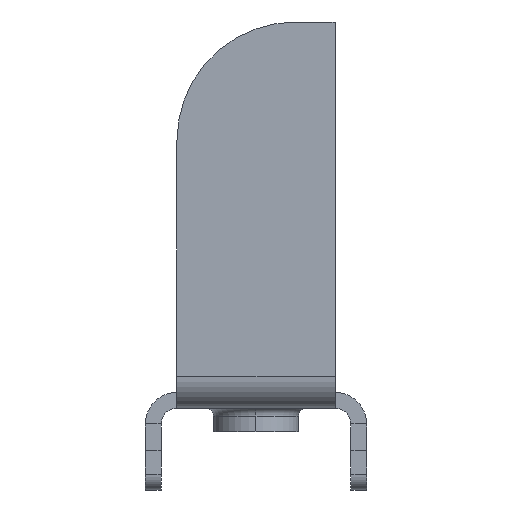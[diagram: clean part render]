
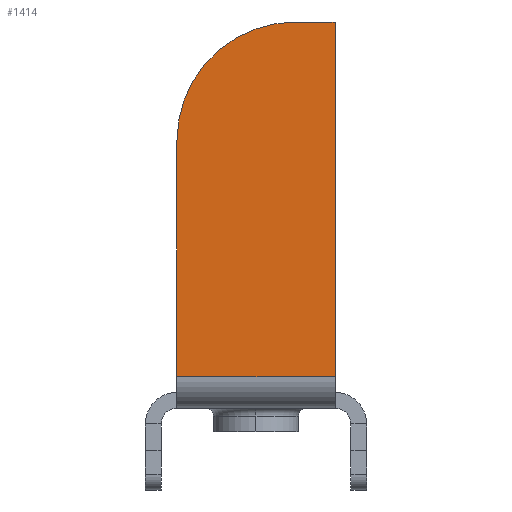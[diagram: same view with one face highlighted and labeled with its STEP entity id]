
A CAD part, left-side view. The second image highlights one B-rep face of the part: STEP entity #1414.
In plain terms, the highlighted planar face has unit normal (-1, 0, 0).
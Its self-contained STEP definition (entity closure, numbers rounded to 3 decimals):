
#175=DIRECTION('',(0.,0.,1.));
#176=VECTOR('',#175,29.858);
#177=CARTESIAN_POINT('',(-71.,10.,2.));
#178=LINE('',#177,#176);
#179=CARTESIAN_POINT('',(-71.,-5.,31.858));
#180=DIRECTION('',(1.,0.,0.));
#181=DIRECTION('',(0.,1.,0.));
#182=AXIS2_PLACEMENT_3D('',#179,#180,#181);
#184=DIRECTION('',(0.,-1.,0.));
#185=VECTOR('',#184,5.);
#186=CARTESIAN_POINT('',(-71.,-5.,46.858));
#187=LINE('',#186,#185);
#188=DIRECTION('',(0.,0.,-1.));
#189=VECTOR('',#188,44.858);
#190=CARTESIAN_POINT('',(-71.,-10.,46.858));
#191=LINE('',#190,#189);
#192=DIRECTION('',(0.,1.,0.));
#193=VECTOR('',#192,20.);
#194=CARTESIAN_POINT('',(-71.,-10.,2.));
#195=LINE('',#194,#193);
#1021=CARTESIAN_POINT('',(-71.,10.,31.858));
#1023=VERTEX_POINT('',#1021);
#1052=CARTESIAN_POINT('',(-71.,-5.,46.858));
#1053=VERTEX_POINT('',#1052);
#1054=CARTESIAN_POINT('',(-71.,-10.,46.858));
#1055=VERTEX_POINT('',#1054);
#1106=CARTESIAN_POINT('',(-71.,10.,2.));
#1107=VERTEX_POINT('',#1106);
#1110=CARTESIAN_POINT('',(-71.,-10.,2.));
#1111=VERTEX_POINT('',#1110);
#1399=CARTESIAN_POINT('',(-71.,0.,-69.142));
#1400=DIRECTION('',(1.,0.,0.));
#1401=DIRECTION('',(0.,0.,-1.));
#1402=AXIS2_PLACEMENT_3D('',#1399,#1400,#1401);
#1403=PLANE('',#1402);
#1405=ORIENTED_EDGE('',*,*,#1404,.T.);
#1406=ORIENTED_EDGE('',*,*,#1335,.T.);
#1408=ORIENTED_EDGE('',*,*,#1407,.T.);
#1410=ORIENTED_EDGE('',*,*,#1409,.T.);
#1411=ORIENTED_EDGE('',*,*,#1391,.T.);
#1412=EDGE_LOOP('',(#1405,#1406,#1408,#1410,#1411));
#1413=FACE_OUTER_BOUND('',#1412,.F.);
#1414=ADVANCED_FACE('',(#1413),#1403,.F.);
#183=CIRCLE('',#182,15.);
#1335=EDGE_CURVE('',#1107,#1023,#178,.T.);
#1391=EDGE_CURVE('',#1055,#1111,#191,.T.);
#1404=EDGE_CURVE('',#1111,#1107,#195,.T.);
#1407=EDGE_CURVE('',#1023,#1053,#183,.T.);
#1409=EDGE_CURVE('',#1053,#1055,#187,.T.);
